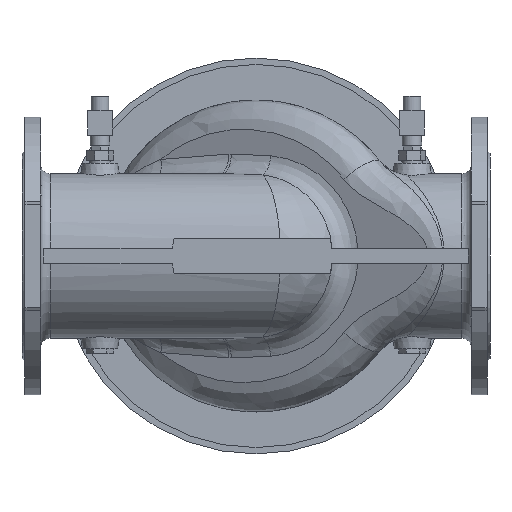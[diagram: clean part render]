
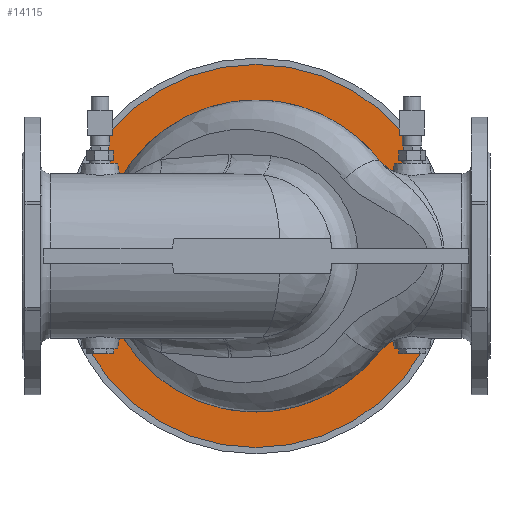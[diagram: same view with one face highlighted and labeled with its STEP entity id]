
A CAD part, front view. The second image highlights one B-rep face of the part: STEP entity #14115.
In plain terms, the highlighted planar face has unit normal (0, -1, 0).
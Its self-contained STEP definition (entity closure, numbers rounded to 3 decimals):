
#88 = AXIS2_PLACEMENT_3D ( 'NONE', #23937, #23939, #23941 ) ;
#3092 = EDGE_LOOP ( 'NONE', ( #28294 ) ) ;
#6983 = AXIS2_PLACEMENT_3D ( 'NONE', #40469, #40515, #40260 ) ;
#14115 = ADVANCED_FACE ( 'NONE', ( #17452, #17365 ), #40457, .T. ) ;
#14966 = AXIS2_PLACEMENT_3D ( 'NONE', #25260, #25262, #25264 ) ;
#17365 = FACE_BOUND ( 'NONE', #41432, .T. ) ;
#17452 = FACE_OUTER_BOUND ( 'NONE', #3092, .T. ) ;
#22293 = VERTEX_POINT ( 'NONE', #32226 ) ;
#22395 = VERTEX_POINT ( 'NONE', #32212 ) ;
#23937 = CARTESIAN_POINT ( 'NONE',  ( 0., 167., 0. ) ) ;
#23939 = DIRECTION ( 'NONE',  ( 0., 1., 0. ) ) ;
#23941 = DIRECTION ( 'NONE',  ( 0., 0., -1. ) ) ;
#25260 = CARTESIAN_POINT ( 'NONE',  ( 0., 167., 0. ) ) ;
#25262 = DIRECTION ( 'NONE',  ( 0., -1., 0. ) ) ;
#25264 = DIRECTION ( 'NONE',  ( 0., 0., -1. ) ) ;
#28218 = ORIENTED_EDGE ( 'NONE', *, *, #37338, .T. ) ;
#28294 = ORIENTED_EDGE ( 'NONE', *, *, #37459, .T. ) ;
#31282 = CIRCLE ( 'NONE', #14966, 196.5 ) ;
#31415 = CIRCLE ( 'NONE', #88, 160. ) ;
#32212 = CARTESIAN_POINT ( 'NONE',  ( 0., 167., -160. ) ) ;
#32226 = CARTESIAN_POINT ( 'NONE',  ( 0., 167., -196.5 ) ) ;
#37338 = EDGE_CURVE ( 'NONE', #22395, #22395, #31415, .T. ) ;
#37459 = EDGE_CURVE ( 'NONE', #22293, #22293, #31282, .T. ) ;
#40260 = DIRECTION ( 'NONE',  ( 0., 0., -1. ) ) ;
#40457 = PLANE ( 'NONE',  #6983 ) ;
#40469 = CARTESIAN_POINT ( 'NONE',  ( 160., 167., 0. ) ) ;
#40515 = DIRECTION ( 'NONE',  ( 0., -1., 0. ) ) ;
#41432 = EDGE_LOOP ( 'NONE', ( #28218 ) ) ;
